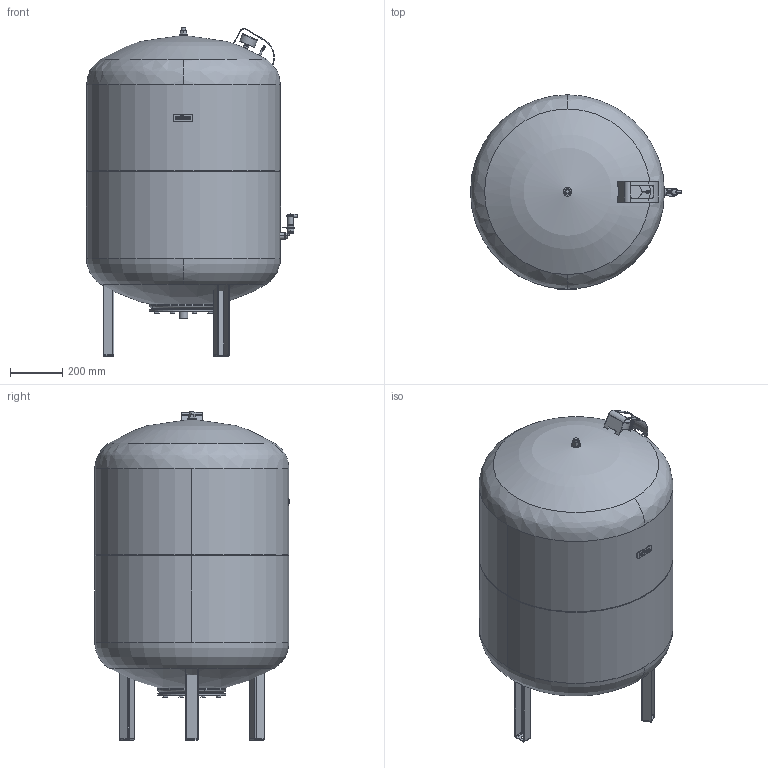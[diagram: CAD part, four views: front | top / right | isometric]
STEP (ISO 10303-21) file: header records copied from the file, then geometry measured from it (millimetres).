
FILE_DESCRIPTION((''),'2;1');
FILE_NAME('3d_G400_6bar-7521605.stp','2009-12-29T14:08:46',(''),(''),'Mechanical Desktop 2008','Mechanical Desktop 2008',', , ');
FILE_SCHEMA(('CONFIG_CONTROL_DESIGN'));
Length unit declared in the file: millimetre
Products named in the file (1): Product
Bounding box: 805 x 741.14 x 1253 mm (x, y, z)
Volume: 392443028.8 mm3; surface area: 4945519.8 mm2
Topology: 21 solids, 21 shells, 505 faces, 1184 edges, 737 vertices
Faces by surface type: plane 229, cylinder 183, cone 44, torus 20, bspline 19, sphere 10
Entity records: 15471 total; most frequent: CARTESIAN_POINT 3528, DIRECTION 2616, ORIENTED_EDGE 2340, EDGE_CURVE 1170, AXIS2_PLACEMENT_3D 973, VERTEX_POINT 737, VECTOR 670, LINE 670
